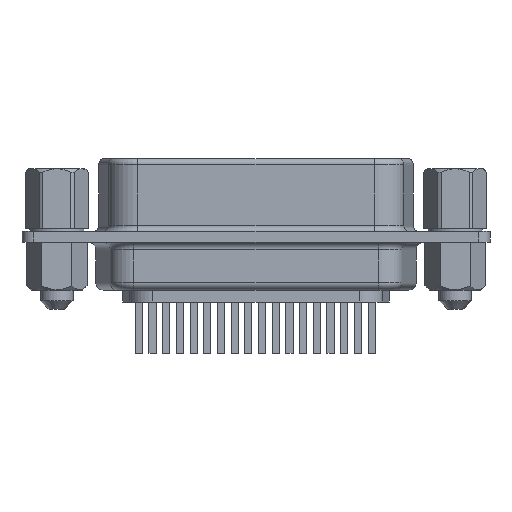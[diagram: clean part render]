
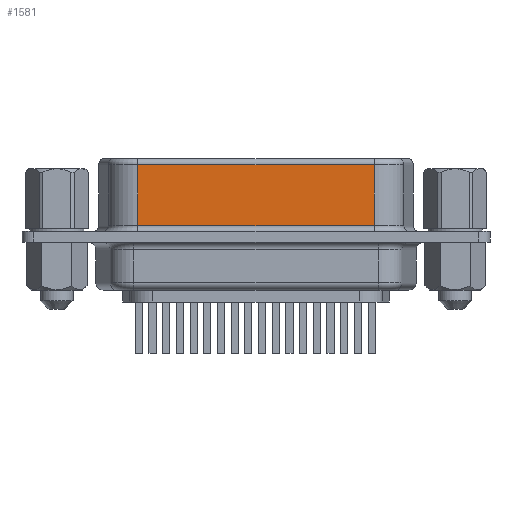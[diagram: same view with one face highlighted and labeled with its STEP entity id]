
A CAD part, front view. The second image highlights one B-rep face of the part: STEP entity #1581.
In plain terms, the highlighted planar face has unit normal (0, -1, 0).
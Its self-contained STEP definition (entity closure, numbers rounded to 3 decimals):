
#324 = EDGE_CURVE ( 'NONE', #9787, #9888, #9371, .T. ) ;
#556 = EDGE_CURVE ( 'NONE', #9952, #9787, #9827, .T. ) ;
#678 = EDGE_CURVE ( 'NONE', #9446, #9888, #5946, .T. ) ;
#873 = EDGE_CURVE ( 'NONE', #9446, #9952, #5806, .T. ) ;
#1204 = DIRECTION ( 'NONE',  ( 0., 0., -1. ) ) ;
#1581 = ADVANCED_FACE ( 'NONE', ( #10770 ), #2392, .F. ) ;
#2392 = PLANE ( 'NONE',  #12346 ) ;
#2393 = CARTESIAN_POINT ( 'NONE',  ( -9.887, -4.68, 6.55 ) ) ;
#2405 = DIRECTION ( 'NONE',  ( 0., 1., 0. ) ) ;
#2406 = DIRECTION ( 'NONE',  ( 0., 0., 1. ) ) ;
#4485 = CARTESIAN_POINT ( 'NONE',  ( 9.887, -4.68, 6.05 ) ) ;
#4605 = CARTESIAN_POINT ( 'NONE',  ( -9.887, -4.68, 0.95 ) ) ;
#4639 = CARTESIAN_POINT ( 'NONE',  ( 9.887, -4.68, 0.95 ) ) ;
#4667 = CARTESIAN_POINT ( 'NONE',  ( -9.887, -4.68, 6.05 ) ) ;
#5288 = CARTESIAN_POINT ( 'NONE',  ( 9.887, -4.68, 6.55 ) ) ;
#5299 = DIRECTION ( 'NONE',  ( 0., 0., -1. ) ) ;
#5304 = CARTESIAN_POINT ( 'NONE',  ( -9.887, -4.68, 6.55 ) ) ;
#5786 = VECTOR ( 'NONE', #1204, 1000. ) ;
#5806 = LINE ( 'NONE', #11591, #5885 ) ;
#5885 = VECTOR ( 'NONE', #11599, 1000. ) ;
#5946 = LINE ( 'NONE', #5288, #5786 ) ;
#8847 = CARTESIAN_POINT ( 'NONE',  ( 9.887, -4.68, 0.95 ) ) ;
#8853 = DIRECTION ( 'NONE',  ( 1., 0., 0. ) ) ;
#9371 = LINE ( 'NONE', #8847, #10042 ) ;
#9446 = VERTEX_POINT ( 'NONE', #4485 ) ;
#9787 = VERTEX_POINT ( 'NONE', #4605 ) ;
#9802 = ORIENTED_EDGE ( 'NONE', *, *, #678, .F. ) ;
#9827 = LINE ( 'NONE', #5304, #9877 ) ;
#9877 = VECTOR ( 'NONE', #5299, 1000. ) ;
#9888 = VERTEX_POINT ( 'NONE', #4639 ) ;
#9952 = VERTEX_POINT ( 'NONE', #4667 ) ;
#10002 = ORIENTED_EDGE ( 'NONE', *, *, #324, .T. ) ;
#10015 = ORIENTED_EDGE ( 'NONE', *, *, #556, .T. ) ;
#10030 = ORIENTED_EDGE ( 'NONE', *, *, #873, .T. ) ;
#10042 = VECTOR ( 'NONE', #8853, 1000. ) ;
#10770 = FACE_OUTER_BOUND ( 'NONE', #14255, .T. ) ;
#11591 = CARTESIAN_POINT ( 'NONE',  ( -9.887, -4.68, 6.05 ) ) ;
#11599 = DIRECTION ( 'NONE',  ( -1., 0., 0. ) ) ;
#12346 = AXIS2_PLACEMENT_3D ( 'NONE', #2393, #2405, #2406 ) ;
#14255 = EDGE_LOOP ( 'NONE', ( #10015, #10002, #9802, #10030 ) ) ;
